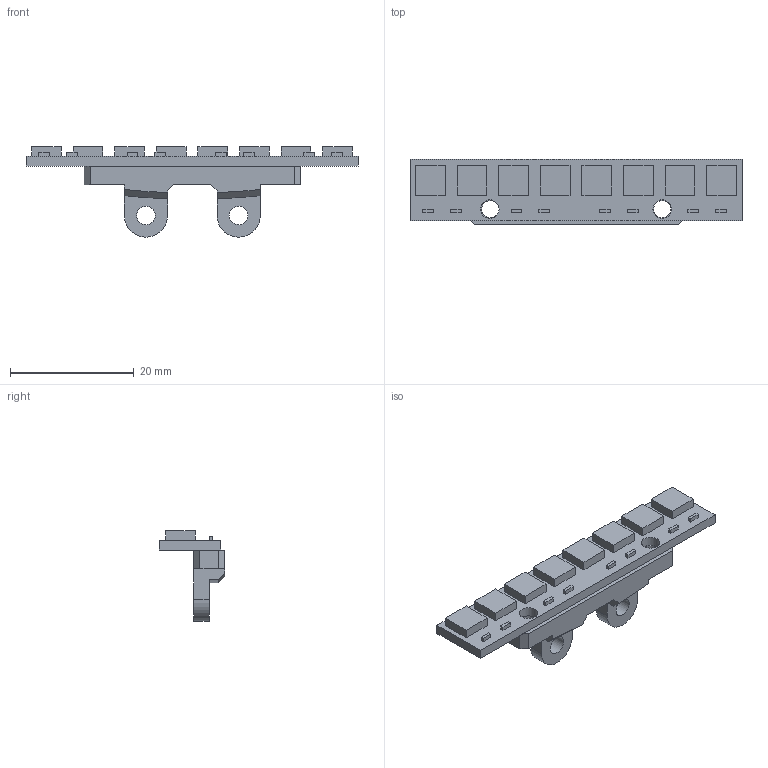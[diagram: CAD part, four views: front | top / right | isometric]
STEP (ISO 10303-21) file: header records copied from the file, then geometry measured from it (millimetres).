
FILE_DESCRIPTION(/* description */ (''),/* implementation_level */ '2;1');
FILE_NAME(/* name */ 'Lightbar - Mount Assembly v3.step',/* time_stamp */ '2022-01-19T17:32:48+02:00',/* author */ (''),/* organization */ (''),/* preprocessor_version */ 'ST-DEVELOPER v18.1',/* originating_system */ 'Autodesk Translation Framework v10.10.0.1391',/* authorisation */ '');
FILE_SCHEMA (('AUTOMOTIVE_DESIGN { 1 0 10303 214 3 1 1 }'));
Length unit declared in the file: millimetre
Products named in the file (3): Lightbar - Mount Assembly; Lightbar Mount FB; Lightbar x8 WS2812
Assembly tree (2 placements, depth 2):
  Lightbar - Mount Assembly
    Lightbar Mount FB
    Lightbar x8 WS2812
Bounding box: 53.7 x 10.55 x 14.6 mm (x, y, z)
Volume: 1897.9 mm3; surface area: 2442.2 mm2
Topology: 2 solids, 2 shells, 118 faces, 294 edges, 196 vertices
Faces by surface type: plane 106, cylinder 10, cone 2
Full cylindrical faces by diameter (mm): 2.8 x2, 3 x4
Entity records: 3673 total; most frequent: CARTESIAN_POINT 621, ORIENTED_EDGE 588, DIRECTION 558, EDGE_CURVE 294, LINE 268, VECTOR 268, VERTEX_POINT 196, EDGE_LOOP 146
